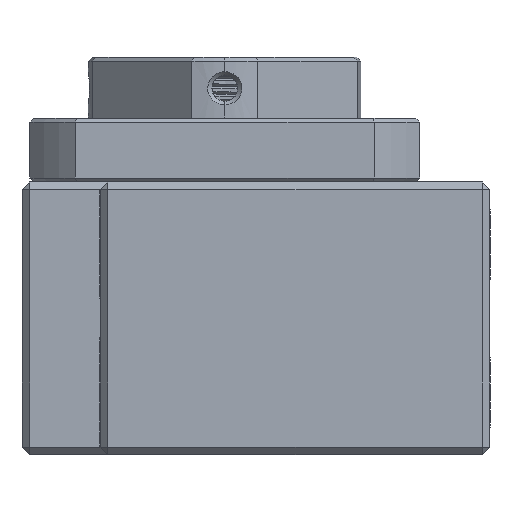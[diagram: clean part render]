
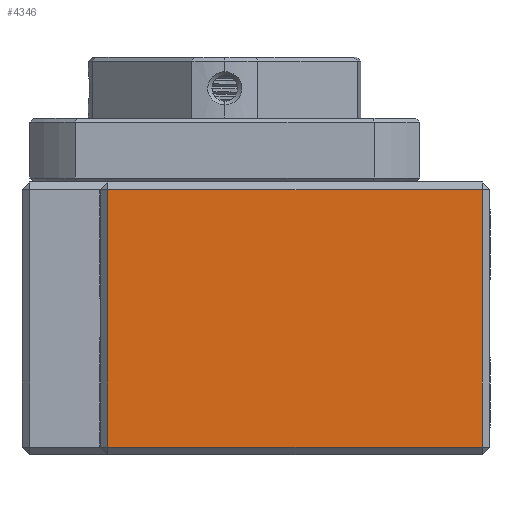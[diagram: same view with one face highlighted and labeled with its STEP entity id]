
A CAD part, left-side view. The second image highlights one B-rep face of the part: STEP entity #4346.
In plain terms, the highlighted planar face has unit normal (-1, 0, 0).
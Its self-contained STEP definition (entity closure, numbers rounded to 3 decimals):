
#432 = LINE ( 'NONE', #18137, #8776 ) ;
#785 = EDGE_CURVE ( 'NONE', #13040, #9709, #432, .T. ) ;
#1111 = DIRECTION ( 'NONE',  ( 1., 0., 0. ) ) ;
#1962 = LINE ( 'NONE', #4762, #5937 ) ;
#2632 = CARTESIAN_POINT ( 'NONE',  ( -44., 49., 16.5 ) ) ;
#3053 = EDGE_CURVE ( 'NONE', #19007, #16635, #6817, .T. ) ;
#4346 = ADVANCED_FACE ( 'NONE', ( #14764 ), #12874, .F. ) ;
#4529 = ORIENTED_EDGE ( 'NONE', *, *, #6783, .F. ) ;
#4762 = CARTESIAN_POINT ( 'NONE',  ( -44., 49., 0. ) ) ;
#5116 = DIRECTION ( 'NONE',  ( 0., -1., 0. ) ) ;
#5937 = VECTOR ( 'NONE', #13739, 1000. ) ;
#5977 = ORIENTED_EDGE ( 'NONE', *, *, #3053, .F. ) ;
#6556 = VECTOR ( 'NONE', #17589, 1000. ) ;
#6783 = EDGE_CURVE ( 'NONE', #9709, #19007, #1962, .T. ) ;
#6817 = LINE ( 'NONE', #9490, #10236 ) ;
#7201 = AXIS2_PLACEMENT_3D ( 'NONE', #17302, #1111, #11472 ) ;
#7902 = ORIENTED_EDGE ( 'NONE', *, *, #15015, .F. ) ;
#8559 = CARTESIAN_POINT ( 'NONE',  ( -44., 1., -16.5 ) ) ;
#8722 = EDGE_LOOP ( 'NONE', ( #7902, #5977, #4529, #13784 ) ) ;
#8776 = VECTOR ( 'NONE', #9271, 1000. ) ;
#9271 = DIRECTION ( 'NONE',  ( 0., 1., 0. ) ) ;
#9490 = CARTESIAN_POINT ( 'NONE',  ( -44., 25., 16.5 ) ) ;
#9709 = VERTEX_POINT ( 'NONE', #14957 ) ;
#10236 = VECTOR ( 'NONE', #5116, 1000. ) ;
#11472 = DIRECTION ( 'NONE',  ( 0., 1., 0. ) ) ;
#12874 = PLANE ( 'NONE',  #7201 ) ;
#13040 = VERTEX_POINT ( 'NONE', #8559 ) ;
#13311 = CARTESIAN_POINT ( 'NONE',  ( -44., 1., 16.5 ) ) ;
#13739 = DIRECTION ( 'NONE',  ( 0., 0., 1. ) ) ;
#13784 = ORIENTED_EDGE ( 'NONE', *, *, #785, .F. ) ;
#14389 = LINE ( 'NONE', #19046, #6556 ) ;
#14764 = FACE_OUTER_BOUND ( 'NONE', #8722, .T. ) ;
#14957 = CARTESIAN_POINT ( 'NONE',  ( -44., 49., -16.5 ) ) ;
#15015 = EDGE_CURVE ( 'NONE', #16635, #13040, #14389, .T. ) ;
#16635 = VERTEX_POINT ( 'NONE', #13311 ) ;
#17302 = CARTESIAN_POINT ( 'NONE',  ( -44., 1., -16.5 ) ) ;
#17589 = DIRECTION ( 'NONE',  ( 0., 0., -1. ) ) ;
#18137 = CARTESIAN_POINT ( 'NONE',  ( -44., 25., -16.5 ) ) ;
#19007 = VERTEX_POINT ( 'NONE', #2632 ) ;
#19046 = CARTESIAN_POINT ( 'NONE',  ( -44., 1., 0. ) ) ;
